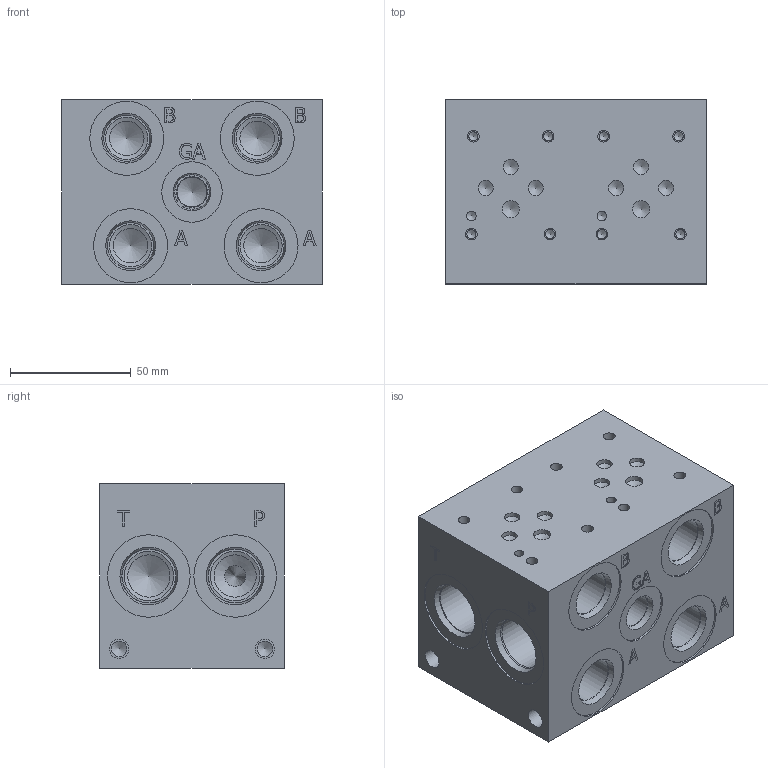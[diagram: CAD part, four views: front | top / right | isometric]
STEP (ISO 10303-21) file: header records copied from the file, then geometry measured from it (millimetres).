
FILE_DESCRIPTION(/* description */ (''),/* implementation_level */ '2;1');
FILE_NAME(/* name */ '_D03S022S_S.stp',/* time_stamp */ '2022-10-12T16:32:36-04:00',/* author */ ('bobbyh'),/* organization */ (''),/* preprocessor_version */ 'ST-DEVELOPER v18',/* originating_system */ 'Autodesk Inventor 2020',/* authorisation */ '');
FILE_SCHEMA (('AUTOMOTIVE_DESIGN { 1 0 10303 214 3 1 1 }'));
Length unit declared in the file: millimetre
Products named in the file (1): Part_AD03S022S_S_3D
Bounding box: 107.95 x 76.2 x 76.2 mm (x, y, z)
Volume: 537131.1 mm3; surface area: 64970.1 mm2
Topology: 1 solids, 1 shells, 698 faces, 1905 edges, 1287 vertices
Faces by surface type: plane 359, bspline 187, cylinder 88, cone 64
Full cylindrical faces by diameter (mm): 3.785 x8, 3.962 x2, 4.826 x8, 6.35 x6, 6.528 x4, 7.137 x2, 7.925 x4, 12.294 x1, 12.9 x1, 13.487 x1, 14.275 x1, 14.3 x4, 14.529 x1, 17.45 x1, 17.475 x4, 17.501 x4, 18.542 x1, 19.05 x4, 19.253 x4, 19.99 x1, 20.447 x4, 20.625 x1, 21.819 x1, 22.225 x3, 22.23 x1, 22.555 x4, 23.901 x3, 25.019 x1, 30.632 x4, 34.138 x4
Entity records: 23478 total; most frequent: CARTESIAN_POINT 6290, ORIENTED_EDGE 3746, DIRECTION 2846, EDGE_CURVE 1873, VERTEX_POINT 1287, LINE 1176, VECTOR 1176, AXIS2_PLACEMENT_3D 835
